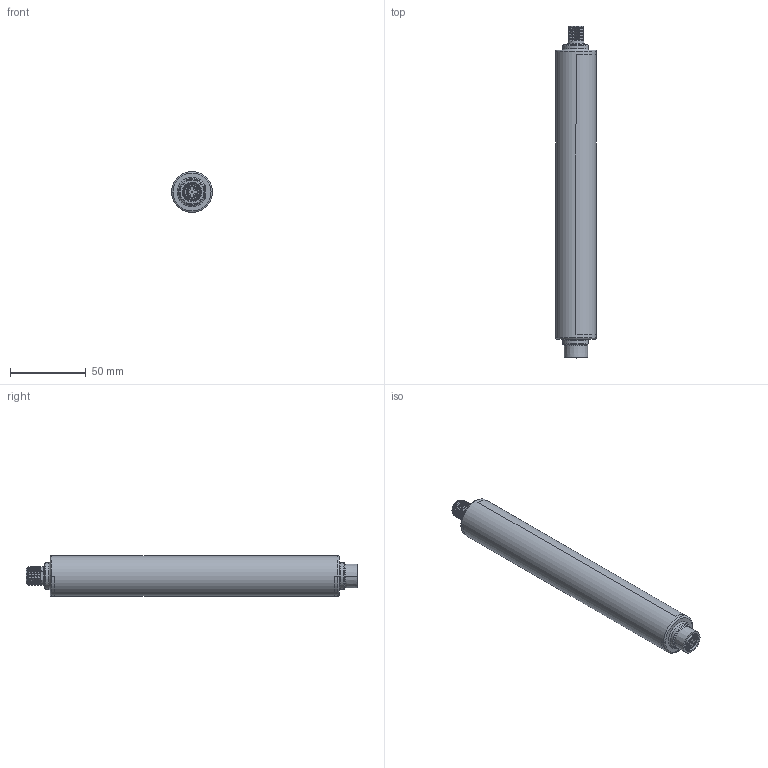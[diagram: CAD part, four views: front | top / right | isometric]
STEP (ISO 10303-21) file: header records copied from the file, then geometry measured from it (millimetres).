
FILE_DESCRIPTION((''),'2;1');
FILE_NAME('185254_SM01_ASM','2022-12-13T15:56:51',('PDMAdmin'),('BANNER ENGINEERING'),'CREO PARAMETRIC BY PTC INC, 2019292','CREO PARAMETRIC BY PTC INC, 2019292','');
FILE_SCHEMA(('CONFIG_CONTROL_DESIGN'));
Length unit declared in the file: millimetre
Products named in the file (2): 185254_EP01; 185254_SM01_ASM
Assembly tree (1 placements, depth 2):
  185254_SM01_ASM
    185254_EP01
Bounding box: 27 x 219.5 x 27 mm (x, y, z)
Volume: 112695.7 mm3; surface area: 21305.1 mm2
Topology: 1 solids, 1 shells, 564 faces, 1470 edges, 937 vertices
Faces by surface type: plane 211, cylinder 208, bspline 108, torus 29, cone 8
Entity records: 30423 total; most frequent: CARTESIAN_POINT 16964, ORIENTED_EDGE 2940, DIRECTION 2587, EDGE_CURVE 1470, VERTEX_POINT 937, AXIS2_PLACEMENT_3D 926, VECTOR 735, LINE 735
